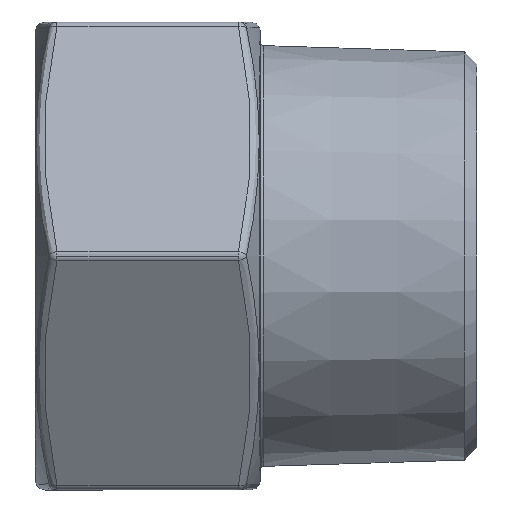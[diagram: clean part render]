
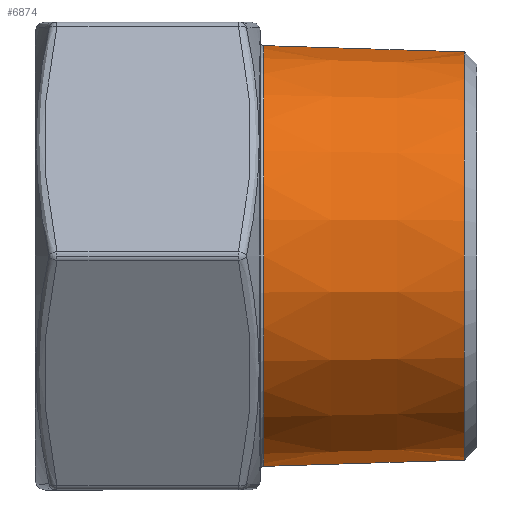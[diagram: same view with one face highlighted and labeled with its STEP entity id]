
A CAD part, front view. The second image highlights one B-rep face of the part: STEP entity #6874.
In plain terms, the highlighted conical face has half-angle 1.79 degrees and reference radius 23.549 mm.
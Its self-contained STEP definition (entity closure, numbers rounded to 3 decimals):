
#10 = CARTESIAN_POINT ( 'NONE',  ( 49.521, 0., 23.549 ) ) ;
#473 = CARTESIAN_POINT ( 'NONE',  ( 49.521, 0., 0. ) ) ;
#764 = CARTESIAN_POINT ( 'NONE',  ( 26.388, 0., 24.272 ) ) ;
#1202 = DIRECTION ( 'NONE',  ( -1., 0., 0.031 ) ) ;
#1588 = VERTEX_POINT ( 'NONE', #4724 ) ;
#2071 = CARTESIAN_POINT ( 'NONE',  ( 49.521, 0., 0. ) ) ;
#2475 = EDGE_CURVE ( 'NONE', #5174, #1588, #12894, .T. ) ;
#3024 = VERTEX_POINT ( 'NONE', #4405 ) ;
#3274 = ORIENTED_EDGE ( 'NONE', *, *, #6290, .F. ) ;
#3517 = EDGE_CURVE ( 'NONE', #4228, #3024, #11501, .T. ) ;
#4228 = VERTEX_POINT ( 'NONE', #5500 ) ;
#4405 = CARTESIAN_POINT ( 'NONE',  ( 49.521, 0., 23.549 ) ) ;
#4724 = CARTESIAN_POINT ( 'NONE',  ( 26.388, 0., -24.272 ) ) ;
#4967 = ORIENTED_EDGE ( 'NONE', *, *, #3517, .T. ) ;
#5174 = VERTEX_POINT ( 'NONE', #764 ) ;
#5485 = DIRECTION ( 'NONE',  ( 0., 0., 1. ) ) ;
#5500 = CARTESIAN_POINT ( 'NONE',  ( 49.521, 0., -23.549 ) ) ;
#5847 = DIRECTION ( 'NONE',  ( 0., 0., 1. ) ) ;
#6177 = DIRECTION ( 'NONE',  ( 1., 0., 0. ) ) ;
#6290 = EDGE_CURVE ( 'NONE', #4228, #1588, #14015, .T. ) ;
#6383 = VECTOR ( 'NONE', #1202, 1000. ) ;
#6874 = ADVANCED_FACE ( 'NONE', ( #9311 ), #14379, .T. ) ;
#8288 = DIRECTION ( 'NONE',  ( -1., 0., 0. ) ) ;
#8336 = EDGE_CURVE ( 'NONE', #3024, #5174, #8899, .T. ) ;
#8614 = CARTESIAN_POINT ( 'NONE',  ( 49.521, 0., -23.549 ) ) ;
#8621 = DIRECTION ( 'NONE',  ( 0., 0., 1. ) ) ;
#8899 = LINE ( 'NONE', #10, #6383 ) ;
#9306 = AXIS2_PLACEMENT_3D ( 'NONE', #16068, #6177, #8621 ) ;
#9311 = FACE_OUTER_BOUND ( 'NONE', #9549, .T. ) ;
#9549 = EDGE_LOOP ( 'NONE', ( #3274, #4967, #10524, #10791 ) ) ;
#9741 = DIRECTION ( 'NONE',  ( -1., 0., -0.031 ) ) ;
#10431 = AXIS2_PLACEMENT_3D ( 'NONE', #473, #14232, #5485 ) ;
#10524 = ORIENTED_EDGE ( 'NONE', *, *, #8336, .T. ) ;
#10791 = ORIENTED_EDGE ( 'NONE', *, *, #2475, .T. ) ;
#11501 = CIRCLE ( 'NONE', #16100, 23.549 ) ;
#12894 = CIRCLE ( 'NONE', #9306, 24.272 ) ;
#14015 = LINE ( 'NONE', #8614, #15382 ) ;
#14232 = DIRECTION ( 'NONE',  ( -1., 0., 0. ) ) ;
#14379 = CONICAL_SURFACE ( 'NONE', #10431, 23.549, 0.031 ) ;
#15382 = VECTOR ( 'NONE', #9741, 1000. ) ;
#16068 = CARTESIAN_POINT ( 'NONE',  ( 26.388, 0., 0. ) ) ;
#16100 = AXIS2_PLACEMENT_3D ( 'NONE', #2071, #8288, #5847 ) ;
